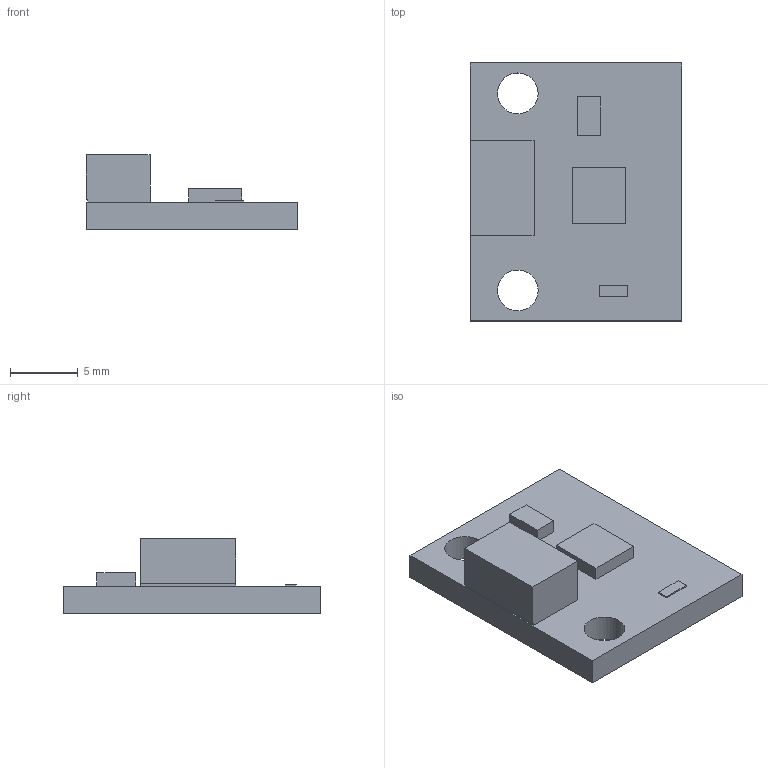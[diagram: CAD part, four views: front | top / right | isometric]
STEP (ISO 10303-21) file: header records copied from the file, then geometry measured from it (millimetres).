
FILE_DESCRIPTION(/* description */ (''),/* implementation_level */ '2;1');
FILE_NAME(/* name */ 'mpu6050.step',/* time_stamp */ '2022-09-18T21:25:02+02:00',/* author */ (''),/* organization */ (''),/* preprocessor_version */ 'ST-DEVELOPER v19',/* originating_system */ 'Autodesk Translation Framework v11.7.0.108',/* authorisation */ '');
FILE_SCHEMA (('AUTOMOTIVE_DESIGN { 1 0 10303 214 3 1 1 }'));
Length unit declared in the file: millimetre
Products named in the file (1): mpu6050
Bounding box: 15.57 x 18.98 x 5.5 mm (x, y, z)
Volume: 699.2 mm3; surface area: 847.9 mm2
Topology: 1 solids, 1 shells, 30 faces, 72 edges, 48 vertices
Faces by surface type: plane 28, cylinder 2
Full cylindrical faces by diameter (mm): 3 x2
Entity records: 965 total; most frequent: CARTESIAN_POINT 151, ORIENTED_EDGE 144, DIRECTION 138, EDGE_CURVE 72, LINE 68, VECTOR 68, VERTEX_POINT 48, EDGE_LOOP 38
